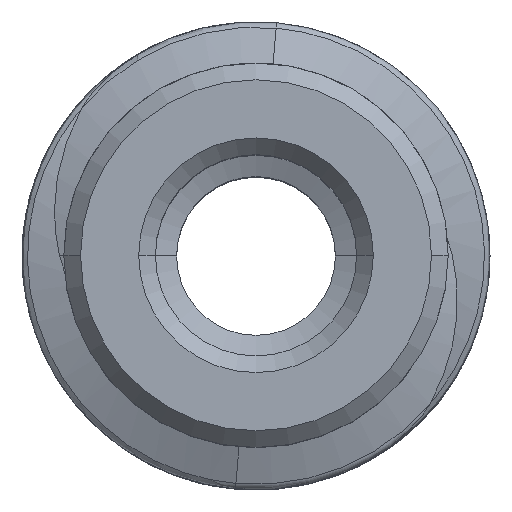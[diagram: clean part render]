
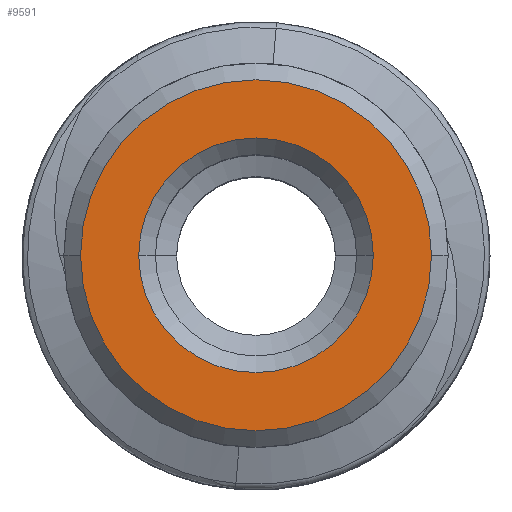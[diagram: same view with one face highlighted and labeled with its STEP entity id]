
A CAD part, top view. The second image highlights one B-rep face of the part: STEP entity #9591.
In plain terms, the highlighted planar face has unit normal (0, 0, 1).
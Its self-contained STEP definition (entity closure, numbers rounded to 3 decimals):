
#298 = AXIS2_PLACEMENT_3D ( 'NONE', #4327, #7215, #1616 ) ;
#804 = EDGE_CURVE ( 'NONE', #2097, #5373, #9918, .T. ) ;
#1202 = VERTEX_POINT ( 'NONE', #2908 ) ;
#1431 = CARTESIAN_POINT ( 'NONE',  ( -3.51, 0., 12.3 ) ) ;
#1616 = DIRECTION ( 'NONE',  ( -1., 0., 0. ) ) ;
#1702 = CARTESIAN_POINT ( 'NONE',  ( 0., 0., 12.3 ) ) ;
#1895 = CARTESIAN_POINT ( 'NONE',  ( 0., 0., 12.3 ) ) ;
#2097 = VERTEX_POINT ( 'NONE', #6198 ) ;
#2908 = CARTESIAN_POINT ( 'NONE',  ( -5.25, 0., 12.3 ) ) ;
#3099 = DIRECTION ( 'NONE',  ( 0., 0., -1. ) ) ;
#3171 = FACE_BOUND ( 'NONE', #3899, .T. ) ;
#3545 = DIRECTION ( 'NONE',  ( -1., 0., 0. ) ) ;
#3596 = ORIENTED_EDGE ( 'NONE', *, *, #804, .T. ) ;
#3708 = CARTESIAN_POINT ( 'NONE',  ( 5.25, 0., 12.3 ) ) ;
#3761 = EDGE_LOOP ( 'NONE', ( #9087, #6466 ) ) ;
#3782 = EDGE_CURVE ( 'NONE', #5373, #2097, #10215, .T. ) ;
#3899 = EDGE_LOOP ( 'NONE', ( #3596, #6468 ) ) ;
#3911 = CARTESIAN_POINT ( 'NONE',  ( 0., 0., 12.3 ) ) ;
#4035 = DIRECTION ( 'NONE',  ( -1., 0., 0. ) ) ;
#4327 = CARTESIAN_POINT ( 'NONE',  ( 0., 6.555, 12.3 ) ) ;
#4524 = AXIS2_PLACEMENT_3D ( 'NONE', #5194, #11746, #10764 ) ;
#4628 = DIRECTION ( 'NONE',  ( 0., 0., -1. ) ) ;
#4863 = VERTEX_POINT ( 'NONE', #3708 ) ;
#5194 = CARTESIAN_POINT ( 'NONE',  ( 0., 0., 12.3 ) ) ;
#5373 = VERTEX_POINT ( 'NONE', #1431 ) ;
#5424 = EDGE_CURVE ( 'NONE', #1202, #4863, #9743, .T. ) ;
#5962 = FACE_OUTER_BOUND ( 'NONE', #3761, .T. ) ;
#6198 = CARTESIAN_POINT ( 'NONE',  ( 3.51, 0., 12.3 ) ) ;
#6466 = ORIENTED_EDGE ( 'NONE', *, *, #10354, .T. ) ;
#6468 = ORIENTED_EDGE ( 'NONE', *, *, #3782, .T. ) ;
#6610 = DIRECTION ( 'NONE',  ( -1., 0., 0. ) ) ;
#7215 = DIRECTION ( 'NONE',  ( 0., 0., -1. ) ) ;
#7255 = PLANE ( 'NONE',  #298 ) ;
#7305 = DIRECTION ( 'NONE',  ( 0., 0., 1. ) ) ;
#8836 = AXIS2_PLACEMENT_3D ( 'NONE', #1702, #7305, #3545 ) ;
#9087 = ORIENTED_EDGE ( 'NONE', *, *, #5424, .T. ) ;
#9510 = AXIS2_PLACEMENT_3D ( 'NONE', #3911, #3099, #4035 ) ;
#9591 = ADVANCED_FACE ( 'NONE', ( #3171, #5962 ), #7255, .F. ) ;
#9664 = CIRCLE ( 'NONE', #8836, 5.25 ) ;
#9743 = CIRCLE ( 'NONE', #4524, 5.25 ) ;
#9825 = AXIS2_PLACEMENT_3D ( 'NONE', #1895, #4628, #6610 ) ;
#9918 = CIRCLE ( 'NONE', #9825, 3.51 ) ;
#10215 = CIRCLE ( 'NONE', #9510, 3.51 ) ;
#10354 = EDGE_CURVE ( 'NONE', #4863, #1202, #9664, .T. ) ;
#10764 = DIRECTION ( 'NONE',  ( -1., 0., 0. ) ) ;
#11746 = DIRECTION ( 'NONE',  ( 0., 0., 1. ) ) ;
